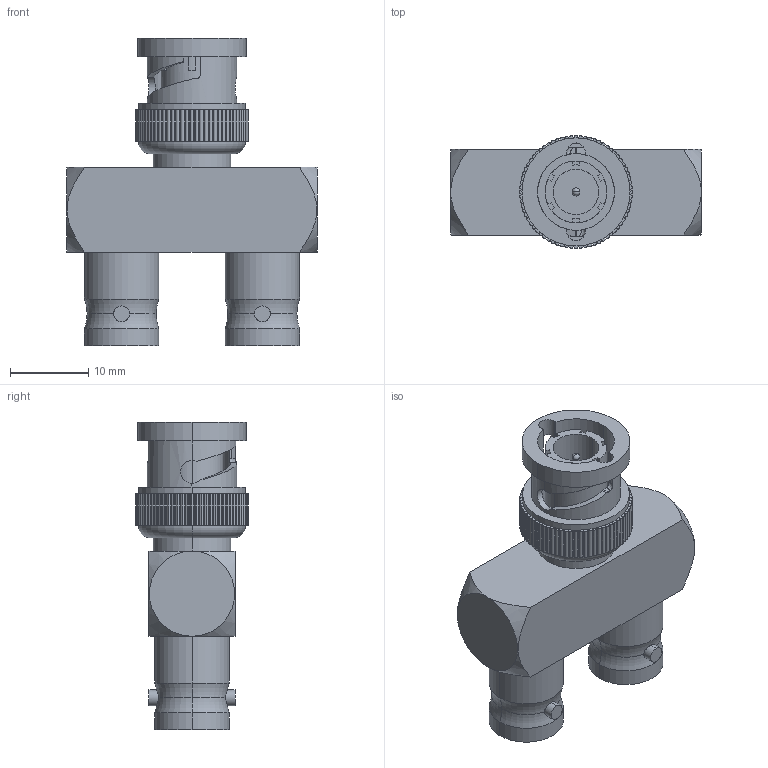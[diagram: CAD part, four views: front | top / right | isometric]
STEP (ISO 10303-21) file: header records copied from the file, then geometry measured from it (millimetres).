
FILE_DESCRIPTION (( 'STEP AP203' ), '1' );
FILE_NAME ('BA845.STEP', '2006-06-30T19:26:11', ( ' ' ), ( ' ' ), 'SwSTEP 2.0', 'SolidWorks 2005354', '' );
FILE_SCHEMA (( 'CONFIG_CONTROL_DESIGN' ));
Length unit declared in the file: inch
Products named in the file (1): BA845
Bounding box: 32.13 x 14.48 x 39.37 mm (x, y, z)
Volume: 5938.3 mm3; surface area: 4946.8 mm2
Topology: 1 solids, 1 shells, 382 faces, 1077 edges, 711 vertices
Faces by surface type: plane 193, cylinder 165, torus 10, bspline 8, cone 4, sphere 2
Entity records: 13484 total; most frequent: CARTESIAN_POINT 3383, ORIENTED_EDGE 2146, DIRECTION 2089, EDGE_CURVE 1073, AXIS2_PLACEMENT_3D 719, VERTEX_POINT 709, LINE 651, VECTOR 651
